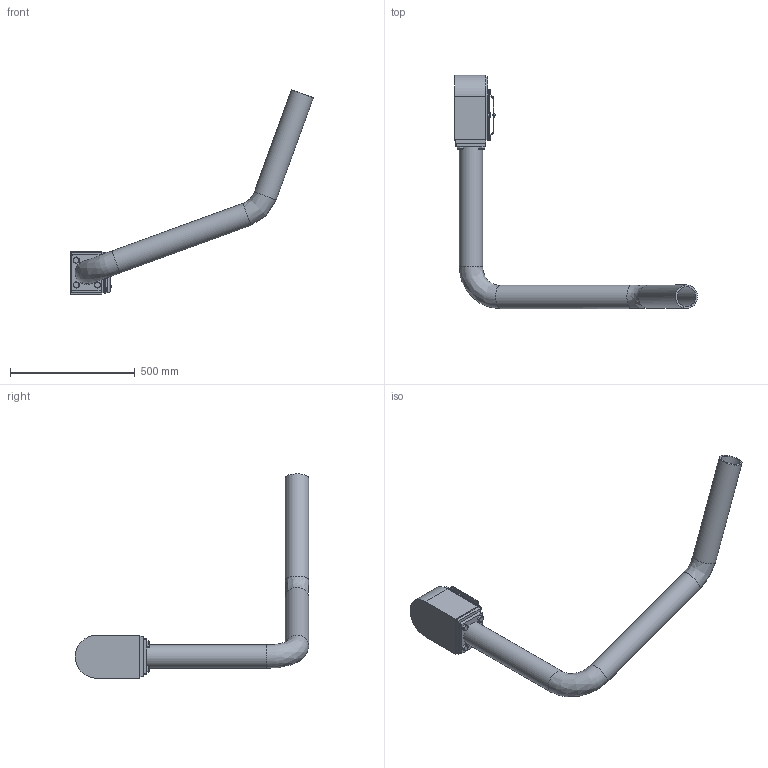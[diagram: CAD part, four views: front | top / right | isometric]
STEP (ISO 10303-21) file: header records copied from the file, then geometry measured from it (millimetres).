
FILE_DESCRIPTION(('FreeCAD Model'),'2;1');
FILE_NAME('Open CASCADE Shape Model','2025-05-03T12:39:05',('FreeCAD'),( 'FreeCAD'),'Open CASCADE STEP processor 7.6','FreeCAD','Unknown');
FILE_SCHEMA(('AUTOMOTIVE_DESIGN { 1 0 10303 214 1 1 1 1 }'));
Length unit declared in the file: millimetre
Products named in the file (1): Open CASCADE STEP translator 7.6 1
Bounding box: 972.88 x 934.27 x 818.62 mm (x, y, z)
Volume: 4886412.1 mm3; surface area: 1481762.5 mm2
Topology: 22 solids, 22 shells, 349 faces, 809 edges, 522 vertices
Faces by surface type: bspline 349
Entity records: 13734 total; most frequent: CARTESIAN_POINT 8741, ORIENTED_EDGE 1612, EDGE_CURVE 806, B_SPLINE_CURVE_WITH_KNOTS 569, VERTEX_POINT 516, FACE_BOUND 428, EDGE_LOOP 428, ADVANCED_FACE 349
